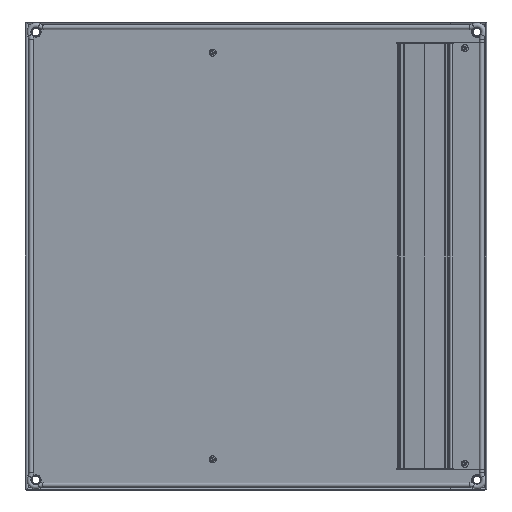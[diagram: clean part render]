
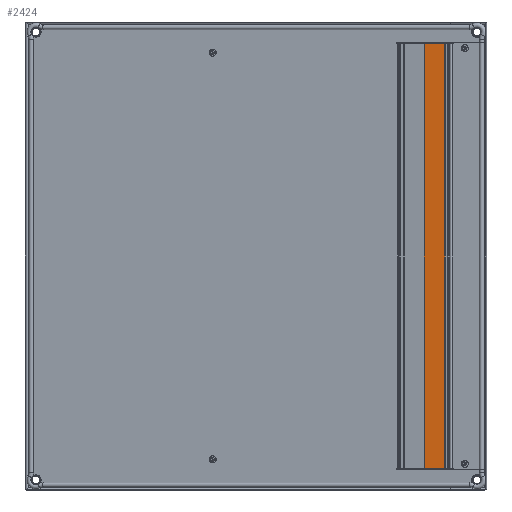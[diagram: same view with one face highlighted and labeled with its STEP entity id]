
A CAD part, front view. The second image highlights one B-rep face of the part: STEP entity #2424.
In plain terms, the highlighted face is planar.
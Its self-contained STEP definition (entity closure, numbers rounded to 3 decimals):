
#192 = VERTEX_POINT ( 'NONE', #6620 ) ;
#380 = ORIENTED_EDGE ( 'NONE', *, *, #3556, .T. ) ;
#598 = CARTESIAN_POINT ( 'NONE',  ( 3.5, 0.9, 0. ) ) ;
#803 = CARTESIAN_POINT ( 'NONE',  ( 37.5, 2., -695. ) ) ;
#927 = LINE ( 'NONE', #803, #4252 ) ;
#1015 = DIRECTION ( 'NONE',  ( -0.999, -0.032, 0. ) ) ;
#1043 = DIRECTION ( 'NONE',  ( -0.999, -0.032, 0. ) ) ;
#1540 = CARTESIAN_POINT ( 'NONE',  ( 3.5, 0.9, -695. ) ) ;
#2041 = VERTEX_POINT ( 'NONE', #598 ) ;
#2175 = AXIS2_PLACEMENT_3D ( 'NONE', #2813, #8211, #1015 ) ;
#2346 = VERTEX_POINT ( 'NONE', #6155 ) ;
#2424 = ADVANCED_FACE ( 'NONE', ( #3106 ), #6076, .T. ) ;
#2434 = ORIENTED_EDGE ( 'NONE', *, *, #8429, .F. ) ;
#2747 = ORIENTED_EDGE ( 'NONE', *, *, #5835, .F. ) ;
#2813 = CARTESIAN_POINT ( 'NONE',  ( 37.5, 2., -695. ) ) ;
#3106 = FACE_OUTER_BOUND ( 'NONE', #5013, .T. ) ;
#3120 = CARTESIAN_POINT ( 'NONE',  ( 37.5, 2., 0. ) ) ;
#3354 = CARTESIAN_POINT ( 'NONE',  ( 37.5, 2., -695. ) ) ;
#3556 = EDGE_CURVE ( 'NONE', #8390, #192, #7188, .T. ) ;
#4043 = DIRECTION ( 'NONE',  ( -0.999, -0.032, 0. ) ) ;
#4187 = ORIENTED_EDGE ( 'NONE', *, *, #7201, .T. ) ;
#4252 = VECTOR ( 'NONE', #6059, 1000. ) ;
#4334 = LINE ( 'NONE', #1540, #7612 ) ;
#4379 = CARTESIAN_POINT ( 'NONE',  ( 37.5, 2., -695. ) ) ;
#5013 = EDGE_LOOP ( 'NONE', ( #2434, #2747, #380, #4187 ) ) ;
#5554 = VECTOR ( 'NONE', #4043, 1000. ) ;
#5835 = EDGE_CURVE ( 'NONE', #8390, #2346, #927, .T. ) ;
#6059 = DIRECTION ( 'NONE',  ( 0., 0., 1. ) ) ;
#6076 = PLANE ( 'NONE',  #2175 ) ;
#6155 = CARTESIAN_POINT ( 'NONE',  ( 37.5, 2., 0. ) ) ;
#6620 = CARTESIAN_POINT ( 'NONE',  ( 3.5, 0.9, -695. ) ) ;
#6671 = LINE ( 'NONE', #3120, #7788 ) ;
#7188 = LINE ( 'NONE', #3354, #5554 ) ;
#7201 = EDGE_CURVE ( 'NONE', #192, #2041, #4334, .T. ) ;
#7502 = DIRECTION ( 'NONE',  ( 0., 0., 1. ) ) ;
#7612 = VECTOR ( 'NONE', #7502, 1000. ) ;
#7788 = VECTOR ( 'NONE', #1043, 1000. ) ;
#8211 = DIRECTION ( 'NONE',  ( -0.032, 0.999, 0. ) ) ;
#8390 = VERTEX_POINT ( 'NONE', #4379 ) ;
#8429 = EDGE_CURVE ( 'NONE', #2346, #2041, #6671, .T. ) ;
